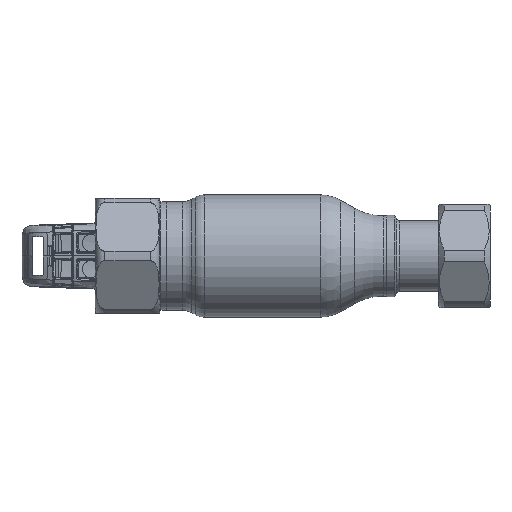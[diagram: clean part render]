
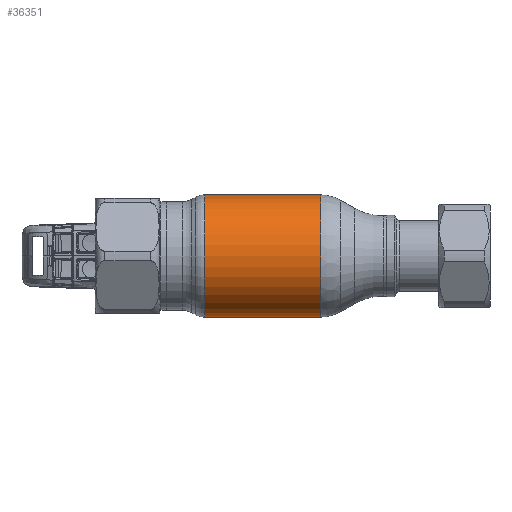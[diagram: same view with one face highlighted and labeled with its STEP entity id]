
A CAD part, front view. The second image highlights one B-rep face of the part: STEP entity #36351.
In plain terms, the highlighted cylindrical face has radius 19 mm (diameter 38 mm), a partial arc.
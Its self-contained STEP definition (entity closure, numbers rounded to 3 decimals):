
#1430 = CARTESIAN_POINT ( 'NONE',  ( 62.69, 0., 0. ) ) ;
#3231 = CARTESIAN_POINT ( 'NONE',  ( 62.69, 0., 19. ) ) ;
#4134 = VERTEX_POINT ( 'NONE', #47437 ) ;
#4632 = DIRECTION ( 'NONE',  ( 1., 0., 0. ) ) ;
#7076 = LINE ( 'NONE', #31443, #19553 ) ;
#7259 = ORIENTED_EDGE ( 'NONE', *, *, #22785, .T. ) ;
#10587 = EDGE_CURVE ( 'NONE', #43598, #37687, #7076, .T. ) ;
#10815 = DIRECTION ( 'NONE',  ( 1., 0., 0. ) ) ;
#14151 = VECTOR ( 'NONE', #4632, 1000. ) ;
#15465 = EDGE_CURVE ( 'NONE', #4134, #37687, #38426, .T. ) ;
#16512 = AXIS2_PLACEMENT_3D ( 'NONE', #1430, #54873, #60210 ) ;
#17923 = FACE_OUTER_BOUND ( 'NONE', #44214, .T. ) ;
#19553 = VECTOR ( 'NONE', #58695, 1000. ) ;
#22075 = CARTESIAN_POINT ( 'NONE',  ( 18.035, 0., -19. ) ) ;
#22785 = EDGE_CURVE ( 'NONE', #51828, #43598, #46500, .T. ) ;
#25277 = ORIENTED_EDGE ( 'NONE', *, *, #15465, .F. ) ;
#28247 = LINE ( 'NONE', #3231, #14151 ) ;
#30071 = DIRECTION ( 'NONE',  ( 0., 0., -1. ) ) ;
#31443 = CARTESIAN_POINT ( 'NONE',  ( 62.69, 0., -19. ) ) ;
#33306 = ORIENTED_EDGE ( 'NONE', *, *, #10587, .T. ) ;
#34891 = DIRECTION ( 'NONE',  ( 1., 0., 0. ) ) ;
#36351 = ADVANCED_FACE ( 'NONE', ( #17923 ), #55971, .T. ) ;
#37687 = VERTEX_POINT ( 'NONE', #22075 ) ;
#38426 = CIRCLE ( 'NONE', #66780, 19. ) ;
#43598 = VERTEX_POINT ( 'NONE', #57129 ) ;
#44214 = EDGE_LOOP ( 'NONE', ( #48806, #7259, #33306, #25277 ) ) ;
#46500 = CIRCLE ( 'NONE', #59865, 19. ) ;
#47437 = CARTESIAN_POINT ( 'NONE',  ( 18.035, 0., 19. ) ) ;
#48806 = ORIENTED_EDGE ( 'NONE', *, *, #61757, .F. ) ;
#49421 = CARTESIAN_POINT ( 'NONE',  ( -18.035, 0., 19. ) ) ;
#51828 = VERTEX_POINT ( 'NONE', #49421 ) ;
#52003 = CARTESIAN_POINT ( 'NONE',  ( 18.035, 0., 0. ) ) ;
#54873 = DIRECTION ( 'NONE',  ( 1., 0., 0. ) ) ;
#55971 = CYLINDRICAL_SURFACE ( 'NONE', #16512, 19. ) ;
#57129 = CARTESIAN_POINT ( 'NONE',  ( -18.035, 0., -19. ) ) ;
#57564 = DIRECTION ( 'NONE',  ( 0., 0., -1. ) ) ;
#58695 = DIRECTION ( 'NONE',  ( 1., 0., 0. ) ) ;
#59865 = AXIS2_PLACEMENT_3D ( 'NONE', #61271, #34891, #30071 ) ;
#60210 = DIRECTION ( 'NONE',  ( 0., 0., -1. ) ) ;
#61271 = CARTESIAN_POINT ( 'NONE',  ( -18.035, 0., 0. ) ) ;
#61757 = EDGE_CURVE ( 'NONE', #51828, #4134, #28247, .T. ) ;
#66780 = AXIS2_PLACEMENT_3D ( 'NONE', #52003, #10815, #57564 ) ;
